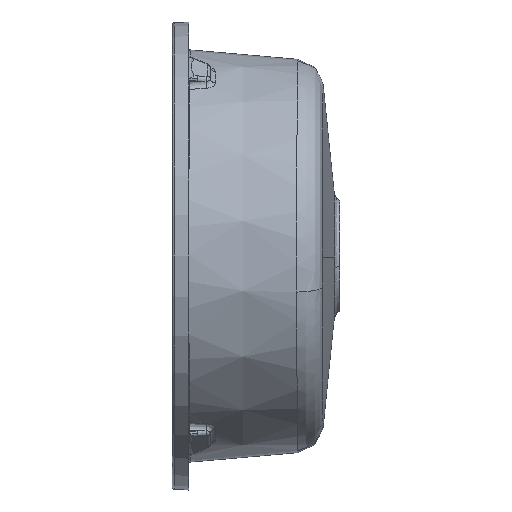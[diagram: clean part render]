
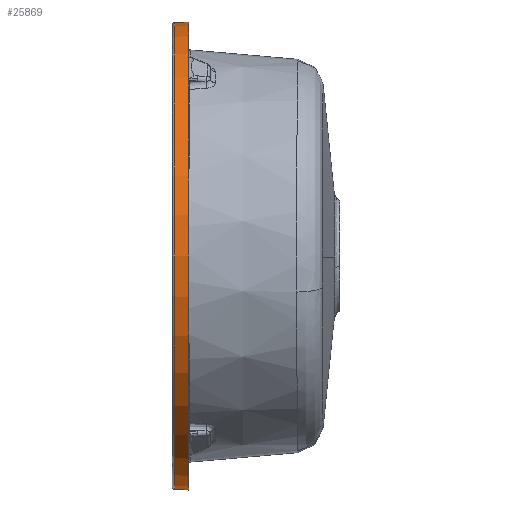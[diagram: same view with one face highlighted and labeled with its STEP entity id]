
A CAD part, left-side view. The second image highlights one B-rep face of the part: STEP entity #25869.
In plain terms, the highlighted conical face has half-angle 3 degrees and reference radius 250 mm.
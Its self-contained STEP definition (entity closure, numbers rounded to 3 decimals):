
#177 = EDGE_CURVE ( 'NONE', #26632, #6851, #25925, .T. ) ;
#477 = CARTESIAN_POINT ( 'NONE',  ( -135., -18., 250.943 ) ) ;
#1010 = DIRECTION ( 'NONE',  ( 0., -1., 0. ) ) ;
#4102 = VECTOR ( 'NONE', #21057, 1000. ) ;
#5859 = CIRCLE ( 'NONE', #9089, 250.149 ) ;
#6329 = CONICAL_SURFACE ( 'NONE', #6373, 250., 0.052 ) ;
#6373 = AXIS2_PLACEMENT_3D ( 'NONE', #13655, #18184, #25531 ) ;
#6851 = VERTEX_POINT ( 'NONE', #20836 ) ;
#7265 = VERTEX_POINT ( 'NONE', #19667 ) ;
#7276 = ORIENTED_EDGE ( 'NONE', *, *, #177, .F. ) ;
#9089 = AXIS2_PLACEMENT_3D ( 'NONE', #11468, #20008, #24589 ) ;
#10483 = AXIS2_PLACEMENT_3D ( 'NONE', #14354, #1010, #11748 ) ;
#11020 = LINE ( 'NONE', #14617, #28080 ) ;
#11468 = CARTESIAN_POINT ( 'NONE',  ( -135., -2.843, 0. ) ) ;
#11748 = DIRECTION ( 'NONE',  ( 0., 0., 1. ) ) ;
#12841 = CARTESIAN_POINT ( 'NONE',  ( -135., -2.843, 250.149 ) ) ;
#12913 = FACE_OUTER_BOUND ( 'NONE', #22388, .T. ) ;
#13655 = CARTESIAN_POINT ( 'NONE',  ( -135., 0., 0. ) ) ;
#14354 = CARTESIAN_POINT ( 'NONE',  ( -135., -18., 0. ) ) ;
#14617 = CARTESIAN_POINT ( 'NONE',  ( -135., 0., -250. ) ) ;
#16077 = EDGE_CURVE ( 'NONE', #26632, #24988, #28825, .T. ) ;
#18184 = DIRECTION ( 'NONE',  ( 0., -1., 0. ) ) ;
#18633 = ORIENTED_EDGE ( 'NONE', *, *, #19090, .T. ) ;
#19090 = EDGE_CURVE ( 'NONE', #24988, #7265, #5859, .T. ) ;
#19402 = ORIENTED_EDGE ( 'NONE', *, *, #16077, .T. ) ;
#19667 = CARTESIAN_POINT ( 'NONE',  ( -135., -2.843, -250.149 ) ) ;
#20008 = DIRECTION ( 'NONE',  ( 0., -1., 0. ) ) ;
#20064 = ORIENTED_EDGE ( 'NONE', *, *, #20315, .F. ) ;
#20315 = EDGE_CURVE ( 'NONE', #6851, #7265, #11020, .T. ) ;
#20836 = CARTESIAN_POINT ( 'NONE',  ( -135., -18., -250.943 ) ) ;
#21057 = DIRECTION ( 'NONE',  ( 0., 0.999, -0.052 ) ) ;
#21610 = DIRECTION ( 'NONE',  ( 0., 0.999, 0.052 ) ) ;
#22388 = EDGE_LOOP ( 'NONE', ( #7276, #19402, #18633, #20064 ) ) ;
#23401 = CARTESIAN_POINT ( 'NONE',  ( -135., 0., 250. ) ) ;
#24589 = DIRECTION ( 'NONE',  ( 0., 0., 1. ) ) ;
#24988 = VERTEX_POINT ( 'NONE', #12841 ) ;
#25531 = DIRECTION ( 'NONE',  ( 0., 0., 1. ) ) ;
#25869 = ADVANCED_FACE ( 'NONE', ( #12913 ), #6329, .T. ) ;
#25925 = CIRCLE ( 'NONE', #10483, 250.943 ) ;
#26632 = VERTEX_POINT ( 'NONE', #477 ) ;
#28080 = VECTOR ( 'NONE', #21610, 1000. ) ;
#28825 = LINE ( 'NONE', #23401, #4102 ) ;
